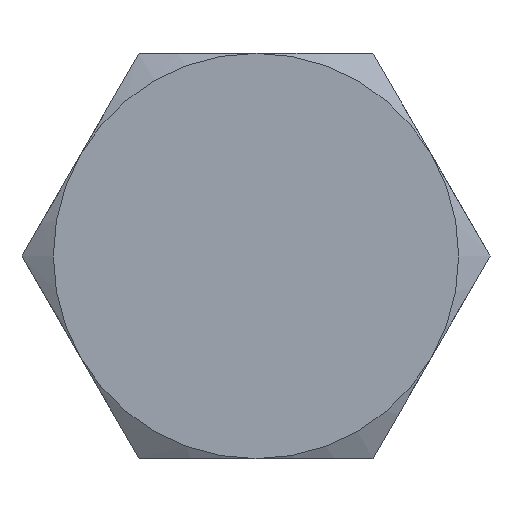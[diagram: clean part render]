
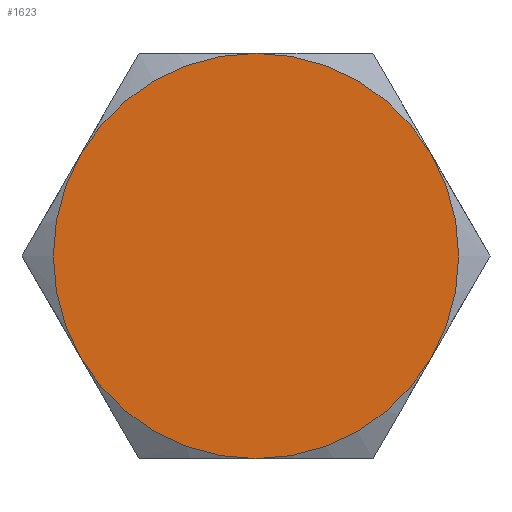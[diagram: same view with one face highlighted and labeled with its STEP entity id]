
A CAD part, left-side view. The second image highlights one B-rep face of the part: STEP entity #1623.
In plain terms, the highlighted planar face has unit normal (-1, 0, 0).
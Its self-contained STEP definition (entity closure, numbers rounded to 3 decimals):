
#8 = VERTEX_POINT ( 'NONE', #736 ) ;
#12 = DIRECTION ( 'NONE',  ( 0., 0., 1. ) ) ;
#14 = ORIENTED_EDGE ( 'NONE', *, *, #1292, .T. ) ;
#47 = CARTESIAN_POINT ( 'NONE',  ( 0., -8.227, 4.75 ) ) ;
#50 = DIRECTION ( 'NONE',  ( 0., 0., -1. ) ) ;
#80 = CIRCLE ( 'NONE', #973, 9.5 ) ;
#134 = DIRECTION ( 'NONE',  ( 1., 0., 0. ) ) ;
#164 = DIRECTION ( 'NONE',  ( 1., 0., 0. ) ) ;
#282 = CARTESIAN_POINT ( 'NONE',  ( 0., 10.97, 0. ) ) ;
#307 = CIRCLE ( 'NONE', #977, 9.5 ) ;
#356 = ORIENTED_EDGE ( 'NONE', *, *, #1296, .F. ) ;
#367 = CARTESIAN_POINT ( 'NONE',  ( 0., 0., 0. ) ) ;
#419 = CARTESIAN_POINT ( 'NONE',  ( 0., 0., 9.5 ) ) ;
#496 = DIRECTION ( 'NONE',  ( 0., 0., -1. ) ) ;
#524 = DIRECTION ( 'NONE',  ( 0., 0., -1. ) ) ;
#529 = DIRECTION ( 'NONE',  ( 0., 0., -1. ) ) ;
#602 = VERTEX_POINT ( 'NONE', #1188 ) ;
#612 = ORIENTED_EDGE ( 'NONE', *, *, #1298, .F. ) ;
#627 = VERTEX_POINT ( 'NONE', #1360 ) ;
#641 = DIRECTION ( 'NONE',  ( 1., 0., 0. ) ) ;
#655 = AXIS2_PLACEMENT_3D ( 'NONE', #282, #164, #524 ) ;
#725 = CIRCLE ( 'NONE', #957, 9.5 ) ;
#736 = CARTESIAN_POINT ( 'NONE',  ( 0., 8.227, 4.75 ) ) ;
#773 = CIRCLE ( 'NONE', #959, 9.5 ) ;
#807 = DIRECTION ( 'NONE',  ( -1., 0., 0. ) ) ;
#818 = FACE_OUTER_BOUND ( 'NONE', #1626, .T. ) ;
#852 = DIRECTION ( 'NONE',  ( 1., 0., 0. ) ) ;
#953 = AXIS2_PLACEMENT_3D ( 'NONE', #1803, #852, #50 ) ;
#957 = AXIS2_PLACEMENT_3D ( 'NONE', #1165, #1853, #529 ) ;
#959 = AXIS2_PLACEMENT_3D ( 'NONE', #1765, #807, #12 ) ;
#973 = AXIS2_PLACEMENT_3D ( 'NONE', #367, #1517, #496 ) ;
#977 = AXIS2_PLACEMENT_3D ( 'NONE', #979, #134, #1158 ) ;
#978 = AXIS2_PLACEMENT_3D ( 'NONE', #1638, #641, #1760 ) ;
#979 = CARTESIAN_POINT ( 'NONE',  ( 0., 0., 0. ) ) ;
#1065 = ORIENTED_EDGE ( 'NONE', *, *, #1286, .F. ) ;
#1114 = ORIENTED_EDGE ( 'NONE', *, *, #1287, .F. ) ;
#1158 = DIRECTION ( 'NONE',  ( 0., 0., -1. ) ) ;
#1165 = CARTESIAN_POINT ( 'NONE',  ( 0., 0., 0. ) ) ;
#1185 = CIRCLE ( 'NONE', #953, 9.5 ) ;
#1188 = CARTESIAN_POINT ( 'NONE',  ( 0., 0., -9.5 ) ) ;
#1286 = EDGE_CURVE ( 'NONE', #627, #602, #1529, .T. ) ;
#1287 = EDGE_CURVE ( 'NONE', #1390, #627, #307, .T. ) ;
#1290 = EDGE_CURVE ( 'NONE', #1779, #1390, #80, .T. ) ;
#1292 = EDGE_CURVE ( 'NONE', #1779, #8, #773, .T. ) ;
#1296 = EDGE_CURVE ( 'NONE', #1864, #8, #725, .T. ) ;
#1298 = EDGE_CURVE ( 'NONE', #602, #1864, #1185, .T. ) ;
#1360 = CARTESIAN_POINT ( 'NONE',  ( 0., -8.227, -4.75 ) ) ;
#1390 = VERTEX_POINT ( 'NONE', #47 ) ;
#1517 = DIRECTION ( 'NONE',  ( 1., 0., 0. ) ) ;
#1529 = CIRCLE ( 'NONE', #978, 9.5 ) ;
#1551 = PLANE ( 'NONE',  #655 ) ;
#1570 = CARTESIAN_POINT ( 'NONE',  ( 0., 8.227, -4.75 ) ) ;
#1572 = ORIENTED_EDGE ( 'NONE', *, *, #1290, .F. ) ;
#1623 = ADVANCED_FACE ( 'NONE', ( #818 ), #1551, .F. ) ;
#1626 = EDGE_LOOP ( 'NONE', ( #612, #1065, #1114, #1572, #14, #356 ) ) ;
#1638 = CARTESIAN_POINT ( 'NONE',  ( 0., 0., 0. ) ) ;
#1760 = DIRECTION ( 'NONE',  ( 0., 0., -1. ) ) ;
#1765 = CARTESIAN_POINT ( 'NONE',  ( 0., 0., 0. ) ) ;
#1779 = VERTEX_POINT ( 'NONE', #419 ) ;
#1803 = CARTESIAN_POINT ( 'NONE',  ( 0., 0., 0. ) ) ;
#1853 = DIRECTION ( 'NONE',  ( 1., 0., 0. ) ) ;
#1864 = VERTEX_POINT ( 'NONE', #1570 ) ;
